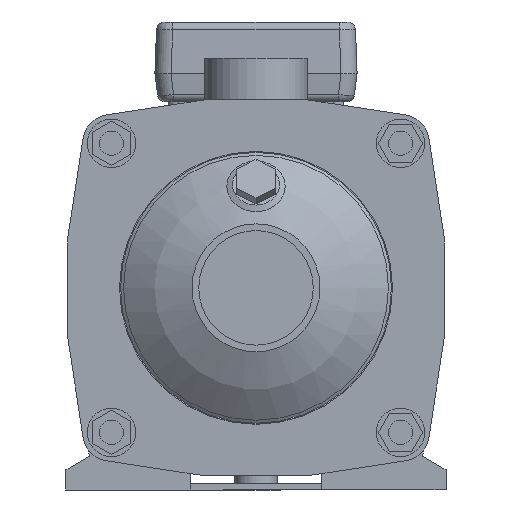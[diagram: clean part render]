
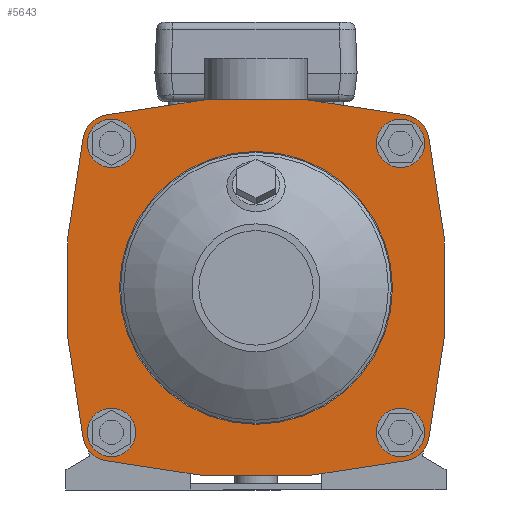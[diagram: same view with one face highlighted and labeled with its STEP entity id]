
A CAD part, left-side view. The second image highlights one B-rep face of the part: STEP entity #5643.
In plain terms, the highlighted face is planar.
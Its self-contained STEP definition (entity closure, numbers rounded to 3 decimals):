
#413=PLANE('',#7199);
#2445=ORIENTED_EDGE('',*,*,#3286,.T.);
#2446=ORIENTED_EDGE('',*,*,#3287,.T.);
#2447=ORIENTED_EDGE('',*,*,#3288,.T.);
#2448=ORIENTED_EDGE('',*,*,#3289,.T.);
#2449=ORIENTED_EDGE('',*,*,#3290,.T.);
#2450=ORIENTED_EDGE('',*,*,#3284,.T.);
#2451=ORIENTED_EDGE('',*,*,#3291,.T.);
#2452=ORIENTED_EDGE('',*,*,#3274,.T.);
#2453=ORIENTED_EDGE('',*,*,#3292,.T.);
#2454=ORIENTED_EDGE('',*,*,#3278,.T.);
#2455=ORIENTED_EDGE('',*,*,#3293,.T.);
#2456=ORIENTED_EDGE('',*,*,#3281,.T.);
#2457=ORIENTED_EDGE('',*,*,#3294,.T.);
#3274=EDGE_CURVE('',#3819,#3820,#4127,.T.);
#3278=EDGE_CURVE('',#3822,#3821,#4128,.T.);
#3281=EDGE_CURVE('',#3824,#3823,#4129,.T.);
#3284=EDGE_CURVE('',#3826,#3825,#4130,.T.);
#3286=EDGE_CURVE('',#3827,#3827,#4131,.F.);
#3287=EDGE_CURVE('',#3828,#3828,#4132,.F.);
#3288=EDGE_CURVE('',#3829,#3829,#4133,.F.);
#3289=EDGE_CURVE('',#3830,#3830,#4134,.F.);
#3290=EDGE_CURVE('',#3831,#3831,#4135,.F.);
#3291=EDGE_CURVE('',#3825,#3819,#4136,.T.);
#3292=EDGE_CURVE('',#3820,#3822,#4137,.T.);
#3293=EDGE_CURVE('',#3821,#3824,#4138,.T.);
#3294=EDGE_CURVE('',#3823,#3826,#4139,.T.);
#3819=VERTEX_POINT('',#13324);
#3820=VERTEX_POINT('',#13325);
#3821=VERTEX_POINT('',#13330);
#3822=VERTEX_POINT('',#13332);
#3823=VERTEX_POINT('',#13336);
#3824=VERTEX_POINT('',#13338);
#3825=VERTEX_POINT('',#13342);
#3826=VERTEX_POINT('',#13344);
#3827=VERTEX_POINT('',#13348);
#3828=VERTEX_POINT('',#13350);
#3829=VERTEX_POINT('',#13352);
#3830=VERTEX_POINT('',#13354);
#3831=VERTEX_POINT('',#13356);
#4127=CIRCLE('',#7192,330.);
#4128=CIRCLE('',#7194,330.);
#4129=CIRCLE('',#7196,330.);
#4130=CIRCLE('',#7198,330.);
#4131=CIRCLE('',#7200,67.5);
#4132=CIRCLE('',#7201,6.);
#4133=CIRCLE('',#7202,6.);
#4134=CIRCLE('',#7203,6.);
#4135=CIRCLE('',#7204,6.);
#4136=CIRCLE('',#7205,14.);
#4137=CIRCLE('',#7206,14.);
#4138=CIRCLE('',#7207,14.);
#4139=CIRCLE('',#7208,14.);
#4576=EDGE_LOOP('',(#2445));
#4577=EDGE_LOOP('',(#2446));
#4578=EDGE_LOOP('',(#2447));
#4579=EDGE_LOOP('',(#2448));
#4580=EDGE_LOOP('',(#2449));
#4581=EDGE_LOOP('',(#2450,#2451,#2452,#2453,#2454,#2455,#2456,#2457));
#5092=FACE_BOUND('',#4576,.T.);
#5093=FACE_BOUND('',#4577,.T.);
#5094=FACE_BOUND('',#4578,.T.);
#5095=FACE_BOUND('',#4579,.T.);
#5096=FACE_BOUND('',#4580,.T.);
#5097=FACE_BOUND('',#4581,.T.);
#5643=ADVANCED_FACE('',(#5092,#5093,#5094,#5095,#5096,#5097),#413,.T.);
#7192=AXIS2_PLACEMENT_3D('',#13323,#8750,#8751);
#7194=AXIS2_PLACEMENT_3D('',#13331,#8757,#8758);
#7196=AXIS2_PLACEMENT_3D('',#13337,#8763,#8764);
#7198=AXIS2_PLACEMENT_3D('',#13343,#8769,#8770);
#7199=AXIS2_PLACEMENT_3D('',#13346,#8772,#8773);
#7200=AXIS2_PLACEMENT_3D('',#13347,#8774,#8775);
#7201=AXIS2_PLACEMENT_3D('',#13349,#8776,#8777);
#7202=AXIS2_PLACEMENT_3D('',#13351,#8778,#8779);
#7203=AXIS2_PLACEMENT_3D('',#13353,#8780,#8781);
#7204=AXIS2_PLACEMENT_3D('',#13355,#8782,#8783);
#7205=AXIS2_PLACEMENT_3D('',#13357,#8784,#8785);
#7206=AXIS2_PLACEMENT_3D('',#13358,#8786,#8787);
#7207=AXIS2_PLACEMENT_3D('',#13359,#8788,#8789);
#7208=AXIS2_PLACEMENT_3D('',#13360,#8790,#8791);
#8750=DIRECTION('',(1.,0.,0.));
#8751=DIRECTION('',(0.,1.,0.));
#8757=DIRECTION('',(1.,0.,0.));
#8758=DIRECTION('',(0.,1.,0.));
#8763=DIRECTION('',(1.,0.,0.));
#8764=DIRECTION('',(0.,1.,0.));
#8769=DIRECTION('',(1.,0.,0.));
#8770=DIRECTION('',(0.,-1.,0.));
#8772=DIRECTION('',(1.,0.,0.));
#8773=DIRECTION('',(0.,1.,0.));
#8774=DIRECTION('',(1.,0.,0.));
#8775=DIRECTION('',(0.,1.,0.));
#8776=DIRECTION('',(1.,0.,0.));
#8777=DIRECTION('',(0.,1.,0.));
#8778=DIRECTION('',(1.,0.,0.));
#8779=DIRECTION('',(0.,1.,0.));
#8780=DIRECTION('',(1.,0.,0.));
#8781=DIRECTION('',(0.,1.,0.));
#8782=DIRECTION('',(1.,0.,0.));
#8783=DIRECTION('',(0.,1.,0.));
#8784=DIRECTION('',(1.,0.,0.));
#8785=DIRECTION('',(0.,1.,0.));
#8786=DIRECTION('',(1.,0.,0.));
#8787=DIRECTION('',(0.,1.,0.));
#8788=DIRECTION('',(1.,0.,0.));
#8789=DIRECTION('',(0.,1.,0.));
#8790=DIRECTION('',(1.,0.,0.));
#8791=DIRECTION('',(0.,1.,0.));
#13323=CARTESIAN_POINT('',(15.,0.,-236.));
#13324=CARTESIAN_POINT('',(15.,74.926,85.382));
#13325=CARTESIAN_POINT('',(15.,-74.926,85.382));
#13330=CARTESIAN_POINT('',(15.,-85.382,-74.926));
#13331=CARTESIAN_POINT('',(15.,236.,0.));
#13332=CARTESIAN_POINT('',(15.,-85.382,74.926));
#13336=CARTESIAN_POINT('',(15.,74.926,-85.382));
#13337=CARTESIAN_POINT('',(15.,0.,236.));
#13338=CARTESIAN_POINT('',(15.,-74.926,-85.382));
#13342=CARTESIAN_POINT('',(15.,85.382,74.926));
#13343=CARTESIAN_POINT('',(15.,-236.,0.));
#13344=CARTESIAN_POINT('',(15.,85.382,-74.926));
#13346=CARTESIAN_POINT('',(15.,118.,-118.));
#13347=CARTESIAN_POINT('',(15.,0.,0.));
#13348=CARTESIAN_POINT('',(15.,67.5,0.));
#13349=CARTESIAN_POINT('',(15.,71.5,-71.5));
#13350=CARTESIAN_POINT('',(15.,77.5,-71.5));
#13351=CARTESIAN_POINT('',(15.,-71.5,-71.5));
#13352=CARTESIAN_POINT('',(15.,-65.5,-71.5));
#13353=CARTESIAN_POINT('',(15.,-71.5,71.5));
#13354=CARTESIAN_POINT('',(15.,-65.5,71.5));
#13355=CARTESIAN_POINT('',(15.,71.5,71.5));
#13356=CARTESIAN_POINT('',(15.,77.5,71.5));
#13357=CARTESIAN_POINT('',(15.,71.747,71.747));
#13358=CARTESIAN_POINT('',(15.,-71.747,71.747));
#13359=CARTESIAN_POINT('',(15.,-71.747,-71.747));
#13360=CARTESIAN_POINT('',(15.,71.747,-71.747));
